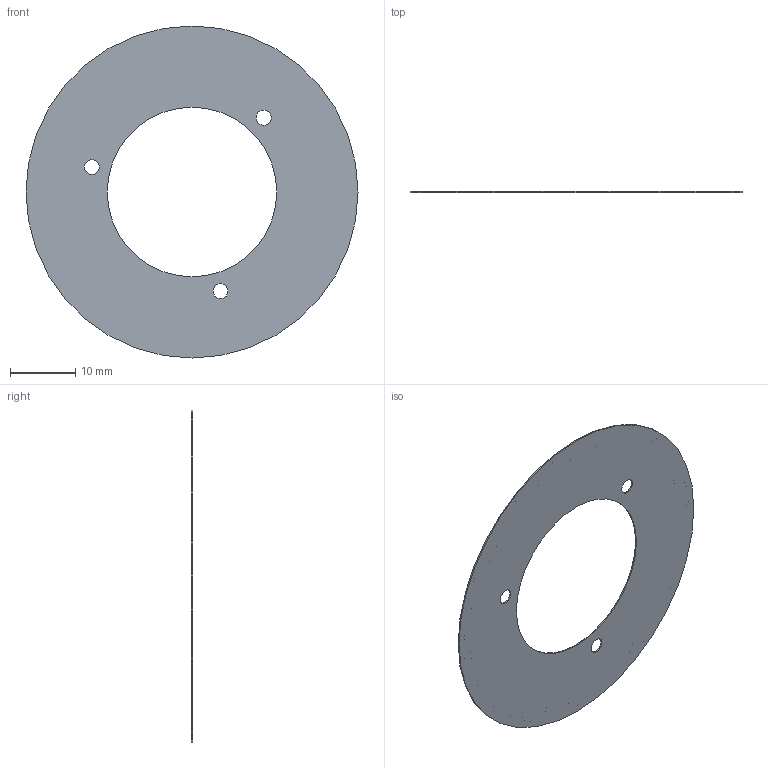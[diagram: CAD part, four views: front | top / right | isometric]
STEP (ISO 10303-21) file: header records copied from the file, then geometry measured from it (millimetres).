
FILE_DESCRIPTION (( 'STEP AP203' ), '1' );
FILE_NAME ('E3-X-1000-X-H-D-X-7_01_sldprt.STEP', '2016-06-02T17:08:27', ( 'Shusen Zhang' ), ( 'MathWorks' ), 'SwSTEP 2.0', 'SolidWorks 2015', '' );
FILE_SCHEMA (( 'CONFIG_CONTROL_DESIGN' ));
Length unit declared in the file: inch
Products named in the file (1): E3-X-1000-X-H-D-X-7_01_sldprt
Bounding box: 50.8 x 0.18 x 50.8 mm (x, y, z)
Volume: 262.2 mm3; surface area: 3024.3 mm2
Topology: 1 solids, 1 shells, 514 faces, 1236 edges, 824 vertices
Faces by surface type: plane 302, cylinder 212
Entity records: 15139 total; most frequent: DIRECTION 2690, CARTESIAN_POINT 2575, ORIENTED_EDGE 2472, EDGE_CURVE 1236, AXIS2_PLACEMENT_3D 939, VERTEX_POINT 824, LINE 812, VECTOR 812
